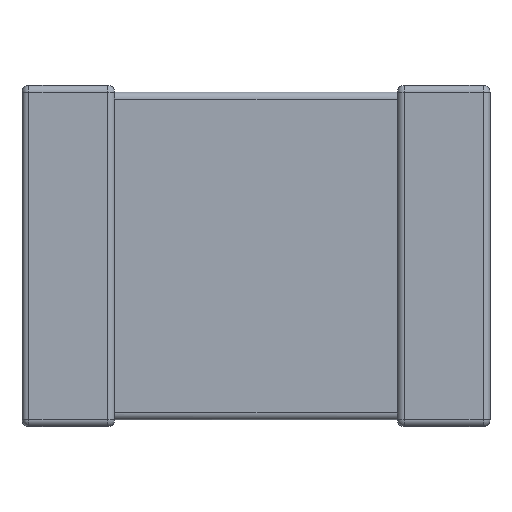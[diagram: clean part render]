
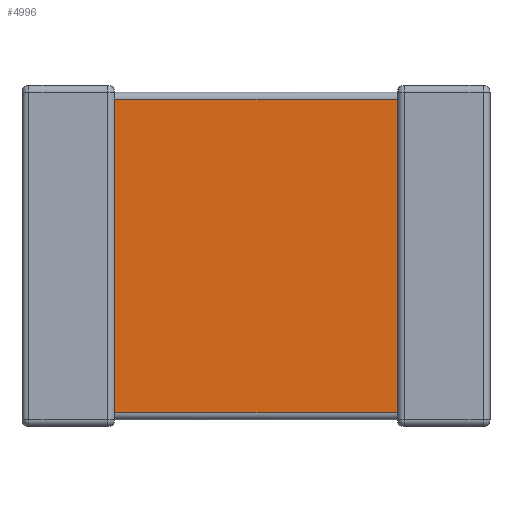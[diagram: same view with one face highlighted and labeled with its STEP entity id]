
A CAD part, front view. The second image highlights one B-rep face of the part: STEP entity #4996.
In plain terms, the highlighted planar face has unit normal (0, -1, 0).
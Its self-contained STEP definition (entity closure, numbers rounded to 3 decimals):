
#110 = CARTESIAN_POINT ( 'NONE',  ( 0.95, 0.07, -3.36 ) ) ;
#140 = VECTOR ( 'NONE', #5641, 1000. ) ;
#147 = DIRECTION ( 'NONE',  ( -1., 0., 0. ) ) ;
#275 = DIRECTION ( 'NONE',  ( 1., 0., 0. ) ) ;
#469 = VERTEX_POINT ( 'NONE', #4272 ) ;
#936 = DIRECTION ( 'NONE',  ( 0., -1., 0. ) ) ;
#1225 = AXIS2_PLACEMENT_3D ( 'NONE', #1973, #936, #2640 ) ;
#1512 = ORIENTED_EDGE ( 'NONE', *, *, #4831, .T. ) ;
#1697 = VECTOR ( 'NONE', #3937, 1000. ) ;
#1711 = LINE ( 'NONE', #3242, #1697 ) ;
#1973 = CARTESIAN_POINT ( 'NONE',  ( 0.95, 0.07, -3.5 ) ) ;
#1999 = ORIENTED_EDGE ( 'NONE', *, *, #6493, .F. ) ;
#2017 = ORIENTED_EDGE ( 'NONE', *, *, #4274, .T. ) ;
#2179 = PLANE ( 'NONE',  #1225 ) ;
#2186 = EDGE_LOOP ( 'NONE', ( #1999, #2017, #1512, #7214 ) ) ;
#2640 = DIRECTION ( 'NONE',  ( 0., 0., -1. ) ) ;
#2728 = VECTOR ( 'NONE', #147, 1000. ) ;
#3002 = CARTESIAN_POINT ( 'NONE',  ( 0.95, 0.07, -0.14 ) ) ;
#3242 = CARTESIAN_POINT ( 'NONE',  ( 3.85, 0.07, -3.5 ) ) ;
#3365 = CARTESIAN_POINT ( 'NONE',  ( 0.95, 0.07, -3.5 ) ) ;
#3397 = EDGE_CURVE ( 'NONE', #6840, #5120, #6358, .T. ) ;
#3937 = DIRECTION ( 'NONE',  ( 0., 0., 1. ) ) ;
#4272 = CARTESIAN_POINT ( 'NONE',  ( 3.85, 0.07, -3.36 ) ) ;
#4274 = EDGE_CURVE ( 'NONE', #6664, #469, #5307, .T. ) ;
#4463 = CARTESIAN_POINT ( 'NONE',  ( 3.85, 0.07, -0.14 ) ) ;
#4831 = EDGE_CURVE ( 'NONE', #469, #6840, #1711, .T. ) ;
#4996 = ADVANCED_FACE ( 'NONE', ( #7219 ), #2179, .T. ) ;
#5085 = CARTESIAN_POINT ( 'NONE',  ( 0.95, 0.07, -0.14 ) ) ;
#5120 = VERTEX_POINT ( 'NONE', #3002 ) ;
#5307 = LINE ( 'NONE', #7036, #5675 ) ;
#5641 = DIRECTION ( 'NONE',  ( 0., 0., 1. ) ) ;
#5675 = VECTOR ( 'NONE', #275, 1000. ) ;
#6358 = LINE ( 'NONE', #5085, #2728 ) ;
#6493 = EDGE_CURVE ( 'NONE', #6664, #5120, #6766, .T. ) ;
#6664 = VERTEX_POINT ( 'NONE', #110 ) ;
#6766 = LINE ( 'NONE', #3365, #140 ) ;
#6840 = VERTEX_POINT ( 'NONE', #4463 ) ;
#7036 = CARTESIAN_POINT ( 'NONE',  ( 3.85, 0.07, -3.36 ) ) ;
#7214 = ORIENTED_EDGE ( 'NONE', *, *, #3397, .T. ) ;
#7219 = FACE_OUTER_BOUND ( 'NONE', #2186, .T. ) ;
